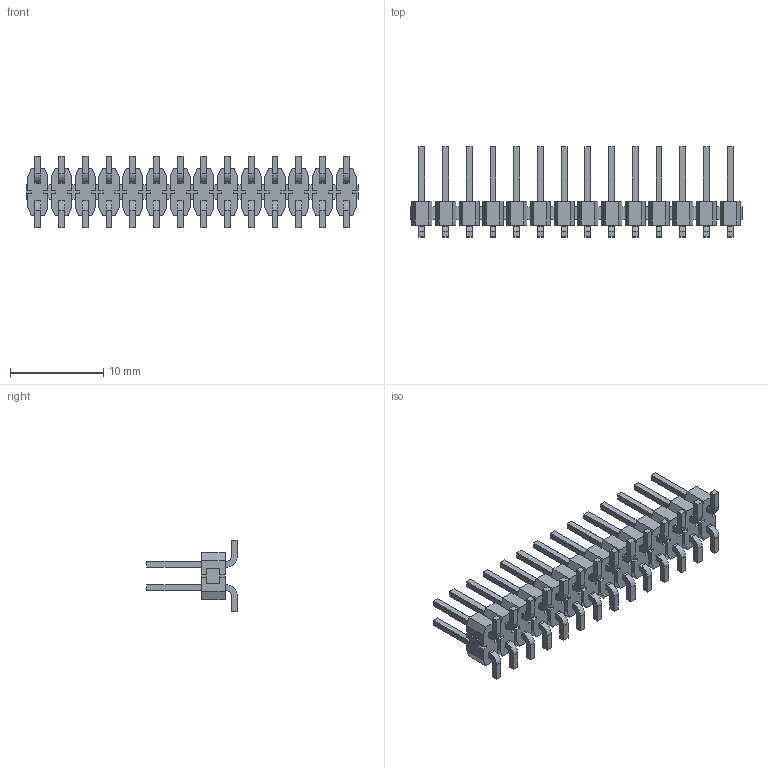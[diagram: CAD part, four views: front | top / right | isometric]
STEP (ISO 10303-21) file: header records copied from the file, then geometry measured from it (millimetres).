
FILE_DESCRIPTION(/* description */ ('STEP AP242','CAx-IF Rec.Pracs.---Representation and Presentation of Product Manufacturing Information (PMI)---4.0---2014-10-13','CAx-IF Rec.Pracs.---3D Tessellated Geometry---0.4---2014-09-14','2;1'),/* implementation_level */ '2;1');
FILE_NAME(/* name */ 'TSM-114-01-T-DV',/* time_stamp */ '2026-01-20T13:17:46+01:00',/* author */ ('License CC BY-ND 4.0'),/* organization */ ('CADENAS'),/* preprocessor_version */ 'ST-DEVELOPER v20',/* originating_system */ 'PARTsolutions',/* authorisation */ ' ');
FILE_SCHEMA (('AP242_MANAGED_MODEL_BASED_3D_ENGINEERING_MIM_LF { 1 0 10303 442 1 1 4 }'));
Length unit declared in the file: inch
Products named in the file (4): TSM-114-01-T-DV; TSM-114-01-DV_body; T-1S6-16-T(-01-14-DV); T-1S6-16-T(-01-14-DV)2
Assembly tree (3 placements, depth 2):
  TSM-114-01-T-DV
    TSM-114-01-DV_body
    T-1S6-16-T(-01-14-DV)
    T-1S6-16-T(-01-14-DV)2
Bounding box: 35.56 x 9.65 x 7.7 mm (x, y, z)
Volume: 479.9 mm3; surface area: 1926.2 mm2
Topology: 3 solids, 3 shells, 1066 faces, 3180 edges, 2120 vertices
Faces by surface type: plane 1010, cylinder 56
Entity records: 35364 total; most frequent: CARTESIAN_POINT 6370, ORIENTED_EDGE 6360, DIRECTION 5432, EDGE_CURVE 3180, LINE 3068, VECTOR 3068, VERTEX_POINT 2120, AXIS2_PLACEMENT_3D 1182
